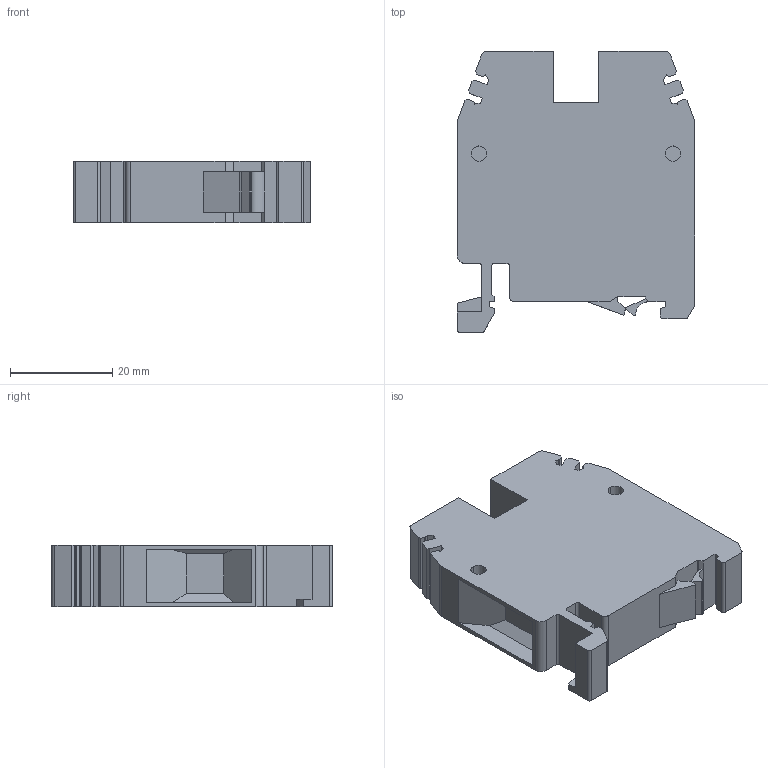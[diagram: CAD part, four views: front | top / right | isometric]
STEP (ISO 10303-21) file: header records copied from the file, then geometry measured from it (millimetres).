
FILE_DESCRIPTION((''),'2;1');
FILE_NAME('003903004_ESC-CBC_16_ASM','2022-07-14T09:09:28',('klemen.sitar'),('Audax d.o.o.'),'CREO PARAMETRIC BY PTC INC, 2021304','CREO PARAMETRIC BY PTC INC, 2021304','');
FILE_SCHEMA(('AP242_MANAGED_MODEL_BASED_3D_ENGINEERING_MIM_LF { 1 0 10303 442 1 1 4 }'));
Length unit declared in the file: millimetre
Products named in the file (3): CBC_16-42760_1; TYPE_1___FI-7_70MM; 003903004_ESC-CBC_16_ASM
Assembly tree (3 placements, depth 2):
  003903004_ESC-CBC_16_ASM
    CBC_16-42760_1
    TYPE_1___FI-7_70MM  x2
Bounding box: 46.5 x 55 x 12 mm (x, y, z)
Volume: 22190.1 mm3; surface area: 9075.9 mm2
Topology: 3 solids, 3 shells, 220 faces, 621 edges, 407 vertices
Faces by surface type: plane 136, cylinder 50, cone 18, bspline 8, sphere 4, torus 4
Entity records: 9788 total; most frequent: CARTESIAN_POINT 1957, ORIENTED_EDGE 994, DIRECTION 933, PRESENTATION_STYLE_ASSIGNMENT 681, STYLED_ITEM 681, CURVE_STYLE 502, EDGE_CURVE 497, VECTOR 351
